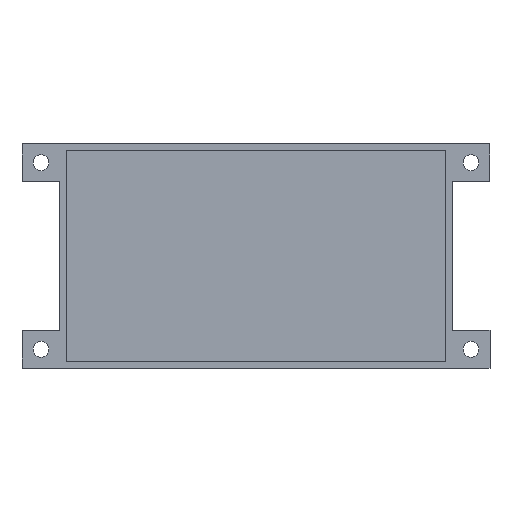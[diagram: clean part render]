
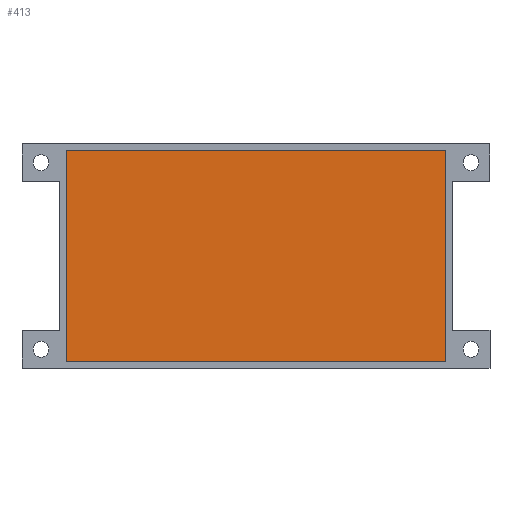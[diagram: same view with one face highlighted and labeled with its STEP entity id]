
A CAD part, top view. The second image highlights one B-rep face of the part: STEP entity #413.
In plain terms, the highlighted planar face has unit normal (0, 0, 1).
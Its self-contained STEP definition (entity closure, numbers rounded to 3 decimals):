
#18 = DIRECTION ( 'NONE',  ( 0., 1., 0. ) ) ;
#34 = CARTESIAN_POINT ( 'NONE',  ( 0., 0., 2.5 ) ) ;
#41 = LINE ( 'NONE', #632, #398 ) ;
#44 = EDGE_LOOP ( 'NONE', ( #561, #243, #587, #149 ) ) ;
#47 = FACE_OUTER_BOUND ( 'NONE', #44, .T. ) ;
#69 = VERTEX_POINT ( 'NONE', #87 ) ;
#87 = CARTESIAN_POINT ( 'NONE',  ( 2., 69., 2.5 ) ) ;
#91 = CARTESIAN_POINT ( 'NONE',  ( 122., 69., 2.5 ) ) ;
#101 = AXIS2_PLACEMENT_3D ( 'NONE', #34, #586, #251 ) ;
#109 = VECTOR ( 'NONE', #855, 1000. ) ;
#128 = CARTESIAN_POINT ( 'NONE',  ( 2., 2., 2.5 ) ) ;
#136 = VECTOR ( 'NONE', #18, 1000. ) ;
#149 = ORIENTED_EDGE ( 'NONE', *, *, #887, .F. ) ;
#243 = ORIENTED_EDGE ( 'NONE', *, *, #730, .T. ) ;
#244 = CARTESIAN_POINT ( 'NONE',  ( 122., 2., 2.5 ) ) ;
#251 = DIRECTION ( 'NONE',  ( 1., 0., 0. ) ) ;
#339 = VERTEX_POINT ( 'NONE', #91 ) ;
#368 = CARTESIAN_POINT ( 'NONE',  ( 2., 0., 2.5 ) ) ;
#381 = EDGE_CURVE ( 'NONE', #506, #339, #738, .T. ) ;
#398 = VECTOR ( 'NONE', #560, 1000. ) ;
#413 = ADVANCED_FACE ( 'NONE', ( #47 ), #812, .T. ) ;
#432 = CARTESIAN_POINT ( 'NONE',  ( 122., 0., 2.5 ) ) ;
#506 = VERTEX_POINT ( 'NONE', #244 ) ;
#558 = LINE ( 'NONE', #368, #136 ) ;
#560 = DIRECTION ( 'NONE',  ( 1., 0., 0. ) ) ;
#561 = ORIENTED_EDGE ( 'NONE', *, *, #869, .F. ) ;
#580 = DIRECTION ( 'NONE',  ( 0., 1., 0. ) ) ;
#586 = DIRECTION ( 'NONE',  ( 0., 0., 1. ) ) ;
#587 = ORIENTED_EDGE ( 'NONE', *, *, #381, .T. ) ;
#632 = CARTESIAN_POINT ( 'NONE',  ( 0., 2., 2.5 ) ) ;
#635 = VERTEX_POINT ( 'NONE', #128 ) ;
#642 = CARTESIAN_POINT ( 'NONE',  ( 0., 69., 2.5 ) ) ;
#730 = EDGE_CURVE ( 'NONE', #635, #506, #41, .T. ) ;
#738 = LINE ( 'NONE', #432, #836 ) ;
#762 = LINE ( 'NONE', #642, #109 ) ;
#812 = PLANE ( 'NONE',  #101 ) ;
#836 = VECTOR ( 'NONE', #580, 1000. ) ;
#855 = DIRECTION ( 'NONE',  ( 1., 0., 0. ) ) ;
#869 = EDGE_CURVE ( 'NONE', #635, #69, #558, .T. ) ;
#887 = EDGE_CURVE ( 'NONE', #69, #339, #762, .T. ) ;
